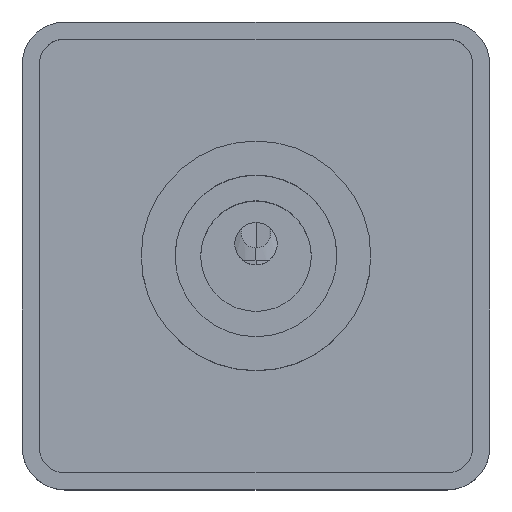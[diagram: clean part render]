
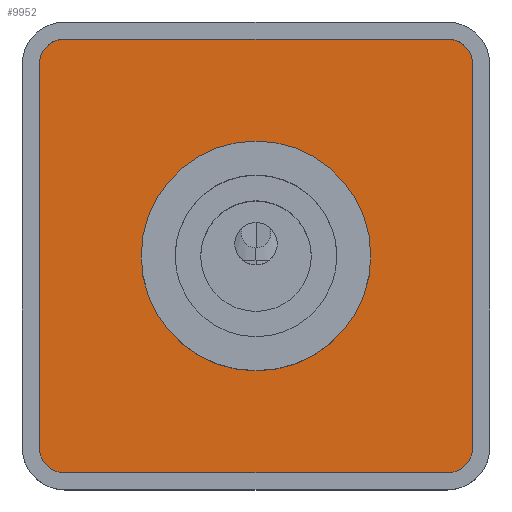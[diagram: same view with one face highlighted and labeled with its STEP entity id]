
A CAD part, top view. The second image highlights one B-rep face of the part: STEP entity #9952.
In plain terms, the highlighted planar face has unit normal (0, 0, 1).
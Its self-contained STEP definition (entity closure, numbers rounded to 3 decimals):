
#8582=CARTESIAN_POINT('',(-22.5,22.5,2.));
#8583=DIRECTION('',(0.,0.,-1.));
#8584=DIRECTION('',(-1.,0.,0.));
#8585=AXIS2_PLACEMENT_3D('',#8582,#8583,#8584);
#8587=DIRECTION('',(1.,0.,0.));
#8588=VECTOR('',#8587,45.);
#8589=CARTESIAN_POINT('',(-22.5,25.5,2.));
#8590=LINE('',#8589,#8588);
#8591=CARTESIAN_POINT('',(22.5,22.5,2.));
#8592=DIRECTION('',(0.,0.,-1.));
#8593=DIRECTION('',(0.,1.,0.));
#8594=AXIS2_PLACEMENT_3D('',#8591,#8592,#8593);
#8596=DIRECTION('',(0.,-1.,0.));
#8597=VECTOR('',#8596,45.);
#8598=CARTESIAN_POINT('',(25.5,22.5,2.));
#8599=LINE('',#8598,#8597);
#8600=CARTESIAN_POINT('',(22.5,-22.5,2.));
#8601=DIRECTION('',(0.,0.,-1.));
#8602=DIRECTION('',(1.,0.,0.));
#8603=AXIS2_PLACEMENT_3D('',#8600,#8601,#8602);
#8605=DIRECTION('',(-1.,0.,0.));
#8606=VECTOR('',#8605,45.);
#8607=CARTESIAN_POINT('',(22.5,-25.5,2.));
#8608=LINE('',#8607,#8606);
#8609=CARTESIAN_POINT('',(-22.5,-22.5,2.));
#8610=DIRECTION('',(0.,0.,-1.));
#8611=DIRECTION('',(0.,-1.,0.));
#8612=AXIS2_PLACEMENT_3D('',#8609,#8610,#8611);
#8614=DIRECTION('',(0.,1.,0.));
#8615=VECTOR('',#8614,45.);
#8616=CARTESIAN_POINT('',(-25.5,-22.5,2.));
#8617=LINE('',#8616,#8615);
#8618=CARTESIAN_POINT('',(0.,0.,2.));
#8619=DIRECTION('',(0.,0.,1.));
#8620=DIRECTION('',(-1.,0.,0.));
#8621=AXIS2_PLACEMENT_3D('',#8618,#8619,#8620);
#8623=CARTESIAN_POINT('',(0.,0.,2.));
#8624=DIRECTION('',(0.,0.,1.));
#8625=DIRECTION('',(0.,-1.,0.));
#8626=AXIS2_PLACEMENT_3D('',#8623,#8624,#8625);
#8628=CARTESIAN_POINT('',(0.,0.,2.));
#8629=DIRECTION('',(0.,0.,1.));
#8630=DIRECTION('',(1.,0.,0.));
#8631=AXIS2_PLACEMENT_3D('',#8628,#8629,#8630);
#8633=CARTESIAN_POINT('',(0.,0.,2.));
#8634=DIRECTION('',(0.,0.,1.));
#8635=DIRECTION('',(0.,1.,0.));
#8636=AXIS2_PLACEMENT_3D('',#8633,#8634,#8635);
#8984=CARTESIAN_POINT('',(0.,-13.5,2.));
#8985=CARTESIAN_POINT('',(13.5,0.,2.));
#8986=VERTEX_POINT('',#8984);
#8987=VERTEX_POINT('',#8985);
#8988=CARTESIAN_POINT('',(-13.5,0.,2.));
#8989=VERTEX_POINT('',#8988);
#8990=CARTESIAN_POINT('',(-25.5,22.5,2.));
#8991=CARTESIAN_POINT('',(-22.5,25.5,2.));
#8992=VERTEX_POINT('',#8990);
#8993=VERTEX_POINT('',#8991);
#8994=CARTESIAN_POINT('',(22.5,25.5,2.));
#8995=VERTEX_POINT('',#8994);
#8996=CARTESIAN_POINT('',(25.5,22.5,2.));
#8997=VERTEX_POINT('',#8996);
#8998=CARTESIAN_POINT('',(25.5,-22.5,2.));
#8999=VERTEX_POINT('',#8998);
#9000=CARTESIAN_POINT('',(22.5,-25.5,2.));
#9001=VERTEX_POINT('',#9000);
#9002=CARTESIAN_POINT('',(-22.5,-25.5,2.));
#9003=VERTEX_POINT('',#9002);
#9004=CARTESIAN_POINT('',(-25.5,-22.5,2.));
#9005=VERTEX_POINT('',#9004);
#9006=CARTESIAN_POINT('',(0.,13.5,2.));
#9007=VERTEX_POINT('',#9006);
#9921=CARTESIAN_POINT('',(0.,0.,2.));
#9922=DIRECTION('',(0.,0.,1.));
#9923=DIRECTION('',(-1.,0.,0.));
#9924=AXIS2_PLACEMENT_3D('',#9921,#9922,#9923);
#9925=PLANE('',#9924);
#9927=ORIENTED_EDGE('',*,*,#9926,.T.);
#9929=ORIENTED_EDGE('',*,*,#9928,.T.);
#9931=ORIENTED_EDGE('',*,*,#9930,.T.);
#9933=ORIENTED_EDGE('',*,*,#9932,.T.);
#9935=ORIENTED_EDGE('',*,*,#9934,.T.);
#9937=ORIENTED_EDGE('',*,*,#9936,.T.);
#9939=ORIENTED_EDGE('',*,*,#9938,.T.);
#9941=ORIENTED_EDGE('',*,*,#9940,.T.);
#9942=EDGE_LOOP('',(#9927,#9929,#9931,#9933,#9935,#9937,#9939,#9941));
#9943=FACE_OUTER_BOUND('',#9942,.F.);
#9944=ORIENTED_EDGE('',*,*,#9910,.T.);
#9945=ORIENTED_EDGE('',*,*,#9908,.T.);
#9947=ORIENTED_EDGE('',*,*,#9946,.T.);
#9949=ORIENTED_EDGE('',*,*,#9948,.T.);
#9950=EDGE_LOOP('',(#9944,#9945,#9947,#9949));
#9951=FACE_BOUND('',#9950,.F.);
#9952=ADVANCED_FACE('',(#9943,#9951),#9925,.T.);
#8586=CIRCLE('',#8585,3.);
#8595=CIRCLE('',#8594,3.);
#8604=CIRCLE('',#8603,3.);
#8613=CIRCLE('',#8612,3.);
#8622=CIRCLE('',#8621,13.5);
#8627=CIRCLE('',#8626,13.5);
#8632=CIRCLE('',#8631,13.5);
#8637=CIRCLE('',#8636,13.5);
#9908=EDGE_CURVE('',#8986,#8987,#8627,.T.);
#9910=EDGE_CURVE('',#8989,#8986,#8622,.T.);
#9926=EDGE_CURVE('',#8992,#8993,#8586,.T.);
#9928=EDGE_CURVE('',#8993,#8995,#8590,.T.);
#9930=EDGE_CURVE('',#8995,#8997,#8595,.T.);
#9932=EDGE_CURVE('',#8997,#8999,#8599,.T.);
#9934=EDGE_CURVE('',#8999,#9001,#8604,.T.);
#9936=EDGE_CURVE('',#9001,#9003,#8608,.T.);
#9938=EDGE_CURVE('',#9003,#9005,#8613,.T.);
#9940=EDGE_CURVE('',#9005,#8992,#8617,.T.);
#9946=EDGE_CURVE('',#8987,#9007,#8632,.T.);
#9948=EDGE_CURVE('',#9007,#8989,#8637,.T.);
